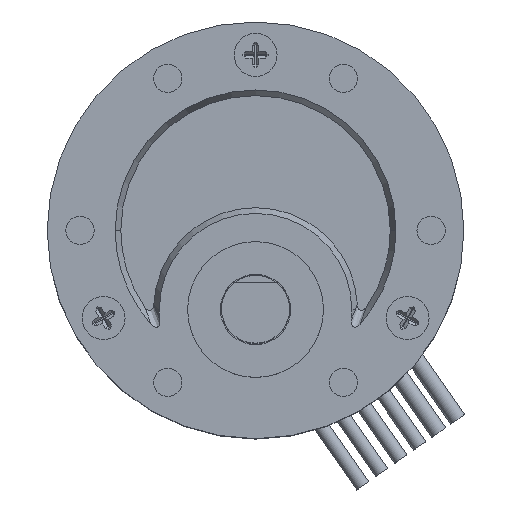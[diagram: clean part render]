
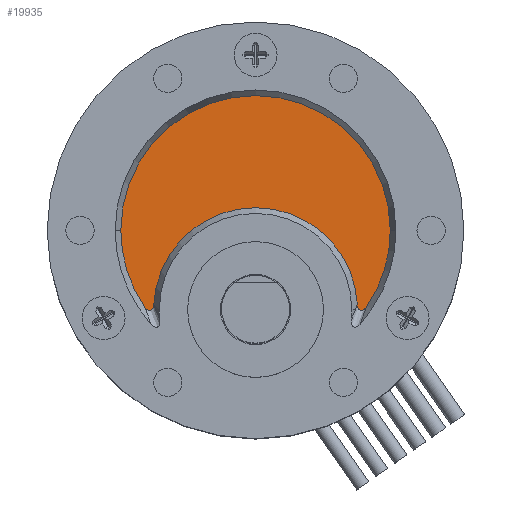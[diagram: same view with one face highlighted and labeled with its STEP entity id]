
A CAD part, top view. The second image highlights one B-rep face of the part: STEP entity #19935.
In plain terms, the highlighted planar face has unit normal (0, 0, 1).
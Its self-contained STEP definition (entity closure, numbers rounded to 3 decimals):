
#122 = DIRECTION ( 'NONE',  ( 1., 0., 0. ) ) ;
#513 = PLANE ( 'NONE',  #12313 ) ;
#1379 = CARTESIAN_POINT ( 'NONE',  ( 29.027, -6.925, 18.925 ) ) ;
#2137 = EDGE_CURVE ( 'NONE', #33127, #5707, #2411, .T. ) ;
#2187 = DIRECTION ( 'NONE',  ( 1., 0., 0. ) ) ;
#2411 = B_SPLINE_CURVE_WITH_KNOTS ( 'NONE', 3,
 ( #19074, #22123, #10449, #13380, #10196, #3966, #7063, #34344, #22369, #34477, #19586, #32223, #22625, #7713 ),
 .UNSPECIFIED., .F., .F.,
 ( 4, 2, 2, 2, 2, 2, 4 ),
 ( 0., 0., 0., 0.001, 0.001, 0.001, 0.001 ),
 .UNSPECIFIED. ) ;
#3537 = CARTESIAN_POINT ( 'NONE',  ( 10.938, -6.518, 18.925 ) ) ;
#3966 = CARTESIAN_POINT ( 'NONE',  ( 10.54, -7.06, 18.925 ) ) ;
#4281 = CARTESIAN_POINT ( 'NONE',  ( 28.935, -6.73, 18.925 ) ) ;
#4626 = AXIS2_PLACEMENT_3D ( 'NONE', #10926, #28850, #2187 ) ;
#5157 = CIRCLE ( 'NONE', #15772, 11.9 ) ;
#5707 = VERTEX_POINT ( 'NONE', #3537 ) ;
#6176 = CARTESIAN_POINT ( 'NONE',  ( 10.123, -6.748, 18.925 ) ) ;
#7063 = CARTESIAN_POINT ( 'NONE',  ( 10.596, -7.063, 18.925 ) ) ;
#7713 = CARTESIAN_POINT ( 'NONE',  ( 10.938, -6.518, 18.925 ) ) ;
#7967 = AXIS2_PLACEMENT_3D ( 'NONE', #10333, #37521, #37786 ) ;
#8258 = VERTEX_POINT ( 'NONE', #20490 ) ;
#8581 = CARTESIAN_POINT ( 'NONE',  ( 19.925, 0., 18.925 ) ) ;
#9267 = EDGE_CURVE ( 'NONE', #5707, #28487, #21834, .T. ) ;
#9591 = CIRCLE ( 'NONE', #25891, 11.9 ) ;
#10196 = CARTESIAN_POINT ( 'NONE',  ( 10.437, -7.032, 18.925 ) ) ;
#10330 = ORIENTED_EDGE ( 'NONE', *, *, #18196, .T. ) ;
#10333 = CARTESIAN_POINT ( 'NONE',  ( 19.925, -7., 18.925 ) ) ;
#10377 = CARTESIAN_POINT ( 'NONE',  ( 29.727, -6.748, 18.925 ) ) ;
#10449 = CARTESIAN_POINT ( 'NONE',  ( 10.254, -6.915, 18.925 ) ) ;
#10511 = CARTESIAN_POINT ( 'NONE',  ( 28.912, -6.518, 18.925 ) ) ;
#10537 = FACE_OUTER_BOUND ( 'NONE', #16696, .T. ) ;
#10926 = CARTESIAN_POINT ( 'NONE',  ( 19.925, 0., 18.925 ) ) ;
#11626 = DIRECTION ( 'NONE',  ( 1., 0., 0. ) ) ;
#12313 = AXIS2_PLACEMENT_3D ( 'NONE', #30205, #15211, #122 ) ;
#12642 = EDGE_CURVE ( 'NONE', #30011, #33127, #22706, .T. ) ;
#13068 = CARTESIAN_POINT ( 'NONE',  ( 31.825, 0., 18.925 ) ) ;
#13380 = CARTESIAN_POINT ( 'NONE',  ( 10.388, -7.007, 18.925 ) ) ;
#13564 = CARTESIAN_POINT ( 'NONE',  ( 29.46, -7.008, 18.925 ) ) ;
#13799 = EDGE_CURVE ( 'NONE', #8258, #18942, #9591, .T. ) ;
#13839 = CARTESIAN_POINT ( 'NONE',  ( 28.999, -6.878, 18.925 ) ) ;
#15211 = DIRECTION ( 'NONE',  ( 0., 0., 1. ) ) ;
#15675 = DIRECTION ( 'NONE',  ( 1., 0., 0. ) ) ;
#15772 = AXIS2_PLACEMENT_3D ( 'NONE', #21510, #32555, #15675 ) ;
#16347 = CARTESIAN_POINT ( 'NONE',  ( 28.918, -6.625, 18.925 ) ) ;
#16696 = EDGE_LOOP ( 'NONE', ( #21519, #10330, #19690, #30766, #22578, #24262 ) ) ;
#16741 = CARTESIAN_POINT ( 'NONE',  ( 29.593, -6.918, 18.925 ) ) ;
#16880 = CARTESIAN_POINT ( 'NONE',  ( 29.251, -7.063, 18.925 ) ) ;
#18196 = EDGE_CURVE ( 'NONE', #28487, #8258, #19743, .T. ) ;
#18942 = VERTEX_POINT ( 'NONE', #13068 ) ;
#19074 = CARTESIAN_POINT ( 'NONE',  ( 10.123, -6.748, 18.925 ) ) ;
#19586 = CARTESIAN_POINT ( 'NONE',  ( 10.85, -6.881, 18.925 ) ) ;
#19690 = ORIENTED_EDGE ( 'NONE', *, *, #13799, .T. ) ;
#19743 = B_SPLINE_CURVE_WITH_KNOTS ( 'NONE', 3,
 ( #10511, #16347, #4281, #13839, #1379, #34407, #34924, #16880, #37447, #31615, #13564, #16741, #28450, #10377 ),
 .UNSPECIFIED., .F., .F.,
 ( 4, 2, 2, 2, 2, 2, 4 ),
 ( 0., 0., 0., 0.001, 0.001, 0.001, 0.001 ),
 .UNSPECIFIED. ) ;
#19935 = ADVANCED_FACE ( 'NONE', ( #10537 ), #513, .T. ) ;
#20490 = CARTESIAN_POINT ( 'NONE',  ( 29.727, -6.748, 18.925 ) ) ;
#21510 = CARTESIAN_POINT ( 'NONE',  ( 19.925, 0., 18.925 ) ) ;
#21519 = ORIENTED_EDGE ( 'NONE', *, *, #9267, .T. ) ;
#21834 = CIRCLE ( 'NONE', #7967, 9. ) ;
#22123 = CARTESIAN_POINT ( 'NONE',  ( 10.184, -6.836, 18.925 ) ) ;
#22369 = CARTESIAN_POINT ( 'NONE',  ( 10.747, -7.005, 18.925 ) ) ;
#22578 = ORIENTED_EDGE ( 'NONE', *, *, #12642, .T. ) ;
#22625 = CARTESIAN_POINT ( 'NONE',  ( 10.932, -6.626, 18.925 ) ) ;
#22706 = CIRCLE ( 'NONE', #4626, 11.9 ) ;
#24262 = ORIENTED_EDGE ( 'NONE', *, *, #2137, .T. ) ;
#25891 = AXIS2_PLACEMENT_3D ( 'NONE', #8581, #29657, #11626 ) ;
#27046 = EDGE_CURVE ( 'NONE', #18942, #30011, #5157, .T. ) ;
#28450 = CARTESIAN_POINT ( 'NONE',  ( 29.666, -6.836, 18.925 ) ) ;
#28487 = VERTEX_POINT ( 'NONE', #38863 ) ;
#28850 = DIRECTION ( 'NONE',  ( 0., 0., 1. ) ) ;
#29657 = DIRECTION ( 'NONE',  ( 0., 0., 1. ) ) ;
#30011 = VERTEX_POINT ( 'NONE', #38776 ) ;
#30205 = CARTESIAN_POINT ( 'NONE',  ( 19.925, 0., 18.925 ) ) ;
#30766 = ORIENTED_EDGE ( 'NONE', *, *, #27046, .T. ) ;
#31615 = CARTESIAN_POINT ( 'NONE',  ( 29.411, -7.033, 18.925 ) ) ;
#32223 = CARTESIAN_POINT ( 'NONE',  ( 10.914, -6.734, 18.925 ) ) ;
#32555 = DIRECTION ( 'NONE',  ( 0., 0., 1. ) ) ;
#33127 = VERTEX_POINT ( 'NONE', #6176 ) ;
#34344 = CARTESIAN_POINT ( 'NONE',  ( 10.7, -7.036, 18.925 ) ) ;
#34407 = CARTESIAN_POINT ( 'NONE',  ( 29.101, -7.004, 18.925 ) ) ;
#34477 = CARTESIAN_POINT ( 'NONE',  ( 10.821, -6.928, 18.925 ) ) ;
#34924 = CARTESIAN_POINT ( 'NONE',  ( 29.147, -7.034, 18.925 ) ) ;
#37447 = CARTESIAN_POINT ( 'NONE',  ( 29.307, -7.061, 18.925 ) ) ;
#37521 = DIRECTION ( 'NONE',  ( 0., 0., -1. ) ) ;
#37786 = DIRECTION ( 'NONE',  ( 1., 0., 0. ) ) ;
#38776 = CARTESIAN_POINT ( 'NONE',  ( 8.025, 0., 18.925 ) ) ;
#38863 = CARTESIAN_POINT ( 'NONE',  ( 28.912, -6.518, 18.925 ) ) ;
